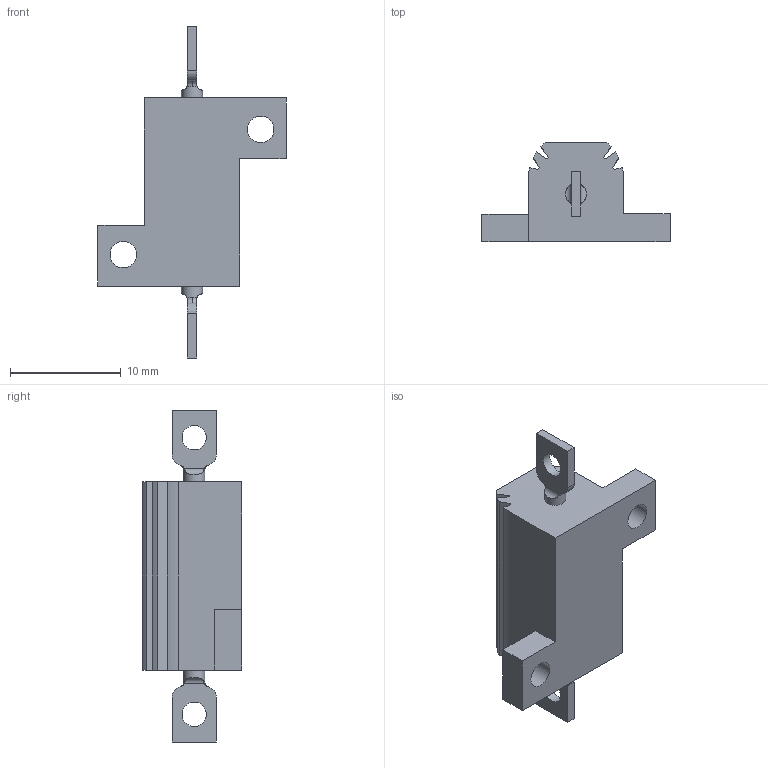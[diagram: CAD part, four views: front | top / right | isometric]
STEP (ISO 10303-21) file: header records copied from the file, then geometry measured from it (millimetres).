
FILE_DESCRIPTION( ( 'STEP AP203' ), '1' );
FILE_NAME( '1879073-3.stp', '2022-05-05T17:58:49', ( 'License CC BY-ND 4.0' ), ( 'CADENAS' ), ' ', 'PARTsolutions', ' ' );
FILE_SCHEMA( ( 'CONFIG_CONTROL_DESIGN' ) );
Length unit declared in the file: millimetre
Products named in the file (2): 1879073-3; 1
Assembly tree (1 placements, depth 2):
  1879073-3
    1
Bounding box: 17 x 9 x 30 mm (x, y, z)
Volume: 1357.6 mm3; surface area: 1073.7 mm2
Topology: 1 solids, 1 shells, 62 faces, 174 edges, 116 vertices
Faces by surface type: plane 30, cylinder 24, bspline 8
Full cylindrical faces by diameter (mm): 1.905 x2, 2.2 x2, 2.4 x2
Entity records: 2519 total; most frequent: CARTESIAN_POINT 920, ORIENTED_EDGE 332, DIRECTION 284, EDGE_CURVE 166, VERTEX_POINT 114, AXIS2_PLACEMENT_3D 98, LINE 88, VECTOR 88
